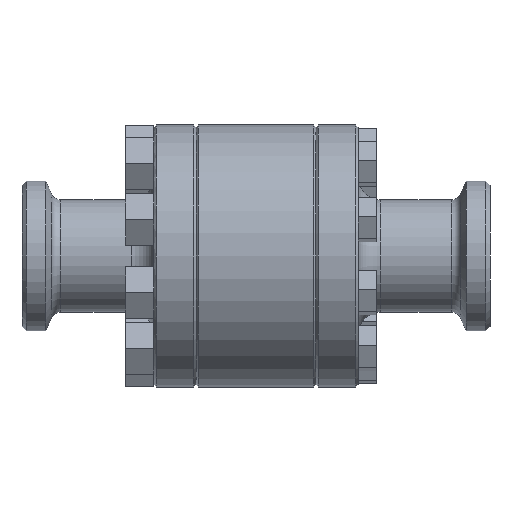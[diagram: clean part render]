
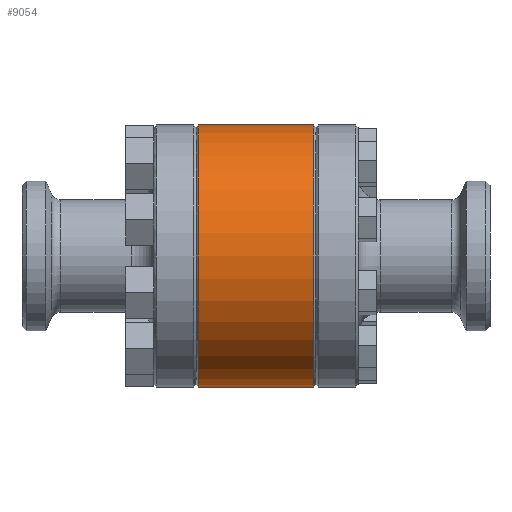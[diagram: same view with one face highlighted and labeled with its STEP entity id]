
A CAD part, front view. The second image highlights one B-rep face of the part: STEP entity #9054.
In plain terms, the highlighted cylindrical face has radius 44.45 mm (diameter 88.9 mm), a partial arc.
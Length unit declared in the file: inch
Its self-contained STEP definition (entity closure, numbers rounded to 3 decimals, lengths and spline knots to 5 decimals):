
#23 = CYLINDRICAL_SURFACE ( 'NONE', #8856, 1.75 ) ;
#238 = CARTESIAN_POINT ( 'NONE',  ( -0.26896, 0., 1.75 ) ) ;
#276 = FACE_OUTER_BOUND ( 'NONE', #8558, .T. ) ;
#377 = AXIS2_PLACEMENT_3D ( 'NONE', #499, #6320, #651 ) ;
#499 = CARTESIAN_POINT ( 'NONE',  ( 1.57, 0., 0. ) ) ;
#617 = EDGE_CURVE ( 'NONE', #9660, #5083, #4599, .T. ) ;
#651 = DIRECTION ( 'NONE',  ( 0., 0., 1. ) ) ;
#1535 = DIRECTION ( 'NONE',  ( -1., 0., 0. ) ) ;
#1742 = CARTESIAN_POINT ( 'NONE',  ( 0.03, 0., 1.75 ) ) ;
#2583 = CARTESIAN_POINT ( 'NONE',  ( 0.03, 0., -1.75 ) ) ;
#2856 = DIRECTION ( 'NONE',  ( -1., 0., 0. ) ) ;
#3188 = DIRECTION ( 'NONE',  ( 0., 0., 1. ) ) ;
#3275 = VERTEX_POINT ( 'NONE', #1742 ) ;
#4170 = ORIENTED_EDGE ( 'NONE', *, *, #5766, .T. ) ;
#4535 = LINE ( 'NONE', #238, #9392 ) ;
#4599 = CIRCLE ( 'NONE', #377, 1.75 ) ;
#4796 = CARTESIAN_POINT ( 'NONE',  ( -0.26896, 0., -1.75 ) ) ;
#4979 = ORIENTED_EDGE ( 'NONE', *, *, #8999, .F. ) ;
#5083 = VERTEX_POINT ( 'NONE', #5302 ) ;
#5302 = CARTESIAN_POINT ( 'NONE',  ( 1.57, 0., 1.75 ) ) ;
#5613 = ORIENTED_EDGE ( 'NONE', *, *, #617, .T. ) ;
#5766 = EDGE_CURVE ( 'NONE', #5083, #3275, #4535, .T. ) ;
#5942 = CARTESIAN_POINT ( 'NONE',  ( 1.57, 0., -1.75 ) ) ;
#6033 = AXIS2_PLACEMENT_3D ( 'NONE', #10776, #9185, #3188 ) ;
#6232 = CIRCLE ( 'NONE', #6033, 1.75 ) ;
#6320 = DIRECTION ( 'NONE',  ( -1., 0., 0. ) ) ;
#6767 = VERTEX_POINT ( 'NONE', #2583 ) ;
#7438 = DIRECTION ( 'NONE',  ( 0., 0., 1. ) ) ;
#8558 = EDGE_LOOP ( 'NONE', ( #9783, #5613, #4170, #4979 ) ) ;
#8856 = AXIS2_PLACEMENT_3D ( 'NONE', #10694, #1535, #7438 ) ;
#8999 = EDGE_CURVE ( 'NONE', #6767, #3275, #6232, .T. ) ;
#9054 = ADVANCED_FACE ( 'NONE', ( #276 ), #23, .T. ) ;
#9169 = LINE ( 'NONE', #4796, #10331 ) ;
#9185 = DIRECTION ( 'NONE',  ( -1., 0., 0. ) ) ;
#9392 = VECTOR ( 'NONE', #10376, 39.37008 ) ;
#9660 = VERTEX_POINT ( 'NONE', #5942 ) ;
#9783 = ORIENTED_EDGE ( 'NONE', *, *, #10044, .F. ) ;
#10044 = EDGE_CURVE ( 'NONE', #9660, #6767, #9169, .T. ) ;
#10331 = VECTOR ( 'NONE', #2856, 39.37008 ) ;
#10376 = DIRECTION ( 'NONE',  ( -1., 0., 0. ) ) ;
#10694 = CARTESIAN_POINT ( 'NONE',  ( -0.26896, 0., 0. ) ) ;
#10776 = CARTESIAN_POINT ( 'NONE',  ( 0.03, 0., 0. ) ) ;
